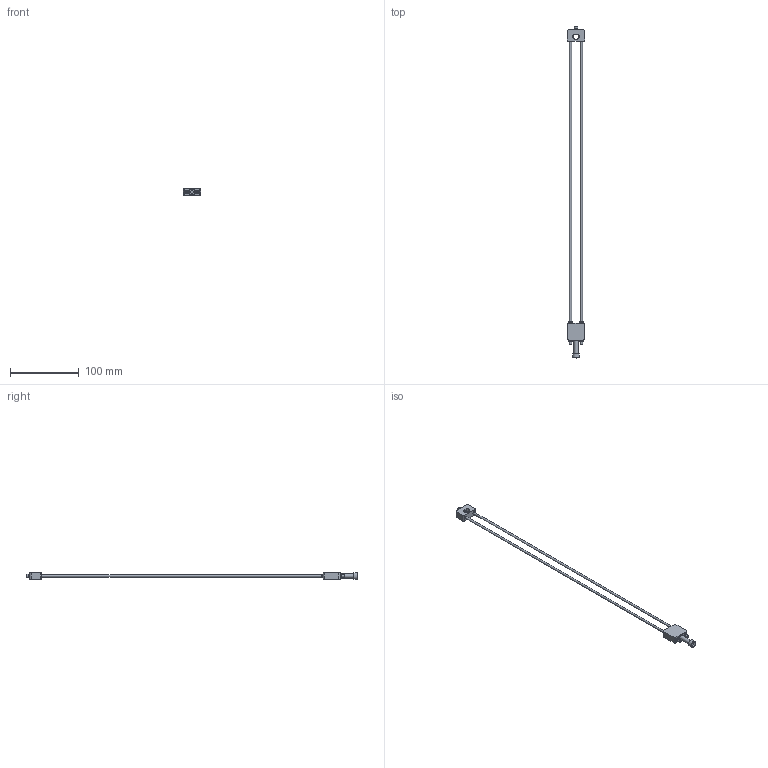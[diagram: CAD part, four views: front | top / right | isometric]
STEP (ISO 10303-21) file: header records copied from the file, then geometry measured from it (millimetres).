
FILE_DESCRIPTION(/* description */ (''),/* implementation_level */ '2;1');
FILE_NAME(/* name */ 'pendulum_assembly_ipt_18ce7060.STEP',/* time_stamp */ '2022-07-01T12:22:48+02:00',/* author */ ('lenna'),/* organization */ (''),/* preprocessor_version */ 'ST-DEVELOPER v18.1',/* originating_system */ 'Autodesk Inventor 2021',/* authorisation */ '');
FILE_SCHEMA (('AUTOMOTIVE_DESIGN { 1 0 10303 214 3 1 1 }'));
Length unit declared in the file: millimetre
Products named in the file (1): pendulum_assembly
Bounding box: 25 x 484.45 x 10 mm (x, y, z)
Volume: 16367.2 mm3; surface area: 17165.7 mm2
Topology: 14 solids, 14 shells, 185 faces, 479 edges, 329 vertices
Faces by surface type: plane 102, cylinder 45, cone 34, torus 4
Full cylindrical faces by diameter (mm): 2.459 x7, 3 x3, 3.5 x2, 4 x5, 4.917 x1, 5 x9, 5.5 x1, 6 x1, 7.5 x1, 8 x1, 10 x1
Entity records: 5807 total; most frequent: CARTESIAN_POINT 1164, DIRECTION 973, ORIENTED_EDGE 954, EDGE_CURVE 477, AXIS2_PLACEMENT_3D 394, VERTEX_POINT 329, EDGE_LOOP 222, CIRCLE 208
